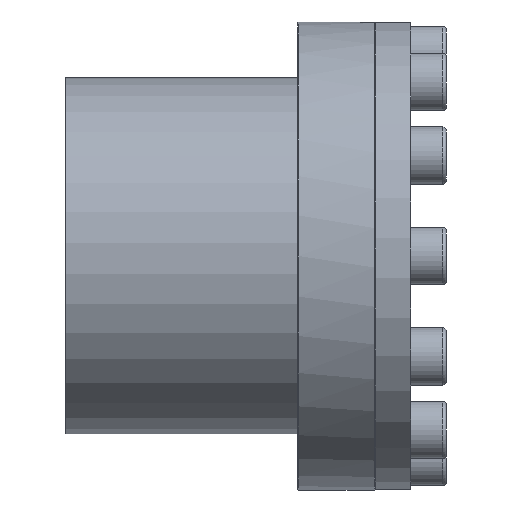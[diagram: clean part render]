
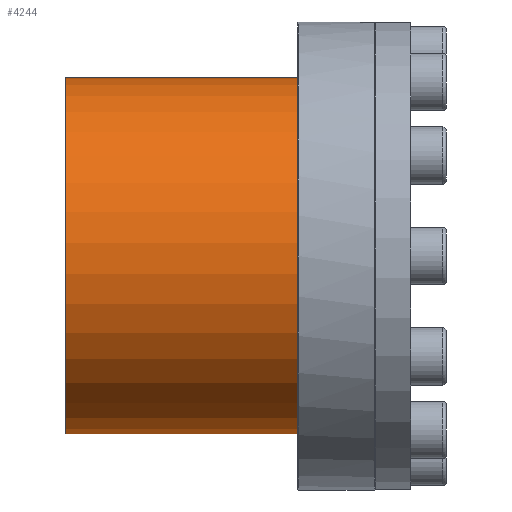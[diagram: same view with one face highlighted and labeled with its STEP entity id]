
A CAD part, left-side view. The second image highlights one B-rep face of the part: STEP entity #4244.
In plain terms, the highlighted cylindrical face has radius 50 mm (diameter 100 mm), a partial arc.
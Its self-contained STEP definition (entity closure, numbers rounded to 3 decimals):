
#804=CIRCLE('',#4607,50.);
#805=CIRCLE('',#4611,50.);
#1042=VERTEX_POINT('',#6442);
#1043=VERTEX_POINT('',#6444);
#1055=VERTEX_POINT('',#6491);
#1056=VERTEX_POINT('',#6493);
#1369=VECTOR('',#5204,1.);
#1384=VECTOR('',#5235,1.);
#1541=LINE('',#6443,#1369);
#1556=LINE('',#6492,#1384);
#1725=EDGE_CURVE('',#1042,#1043,#1541,.F.);
#1747=EDGE_CURVE('',#1055,#1056,#1556,.T.);
#1769=EDGE_CURVE('',#1056,#1042,#804,.T.);
#1772=EDGE_CURVE('',#1055,#1043,#805,.T.);
#2312=ORIENTED_EDGE('',*,*,#1725,.F.);
#2313=ORIENTED_EDGE('',*,*,#1769,.F.);
#2314=ORIENTED_EDGE('',*,*,#1747,.F.);
#2315=ORIENTED_EDGE('',*,*,#1772,.T.);
#3241=EDGE_LOOP('',(#2312,#2313,#2314,#2315));
#3750=FACE_BOUND('',#3241,.T.);
#4244=ADVANCED_FACE('',(#3750),#8168,.T.);
#4607=AXIS2_PLACEMENT_3D('',#6539,#5284,#5285);
#4611=AXIS2_PLACEMENT_3D('',#6545,#5291,#5292);
#4612=AXIS2_PLACEMENT_3D('',#6546,#5293,#5294);
#5204=DIRECTION('',(0.,-1.,0.));
#5235=DIRECTION('',(0.,-1.,0.));
#5284=DIRECTION('',(0.,-1.,0.));
#5285=DIRECTION('',(0.,0.,-50.));
#5291=DIRECTION('',(0.,-1.,0.));
#5292=DIRECTION('',(0.,0.,-50.));
#5293=DIRECTION('',(0.,1.,0.));
#5294=DIRECTION('',(0.,0.,-50.));
#6442=CARTESIAN_POINT('',(14.316,31.5,47.907));
#6443=CARTESIAN_POINT('',(14.316,-60.,47.907));
#6444=CARTESIAN_POINT('',(14.316,96.5,47.907));
#6491=CARTESIAN_POINT('',(11.556,96.5,48.646));
#6492=CARTESIAN_POINT('',(11.556,-60.,48.646));
#6493=CARTESIAN_POINT('',(11.556,31.5,48.646));
#6539=CARTESIAN_POINT('',(0.,31.5,0.));
#6545=CARTESIAN_POINT('',(0.,96.5,0.));
#6546=CARTESIAN_POINT('',(0.,-60.,0.));
#8168=CYLINDRICAL_SURFACE('',#4612,50.);
